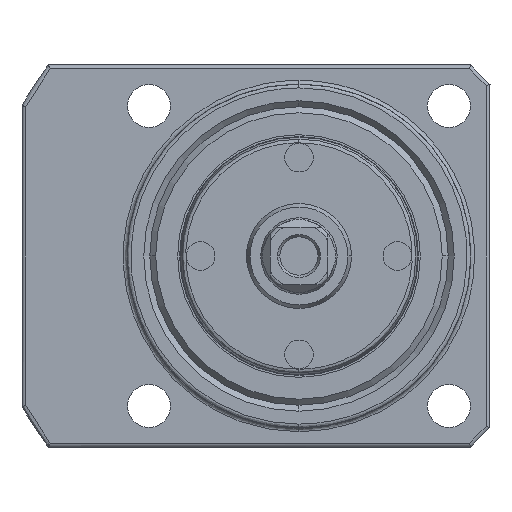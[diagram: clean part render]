
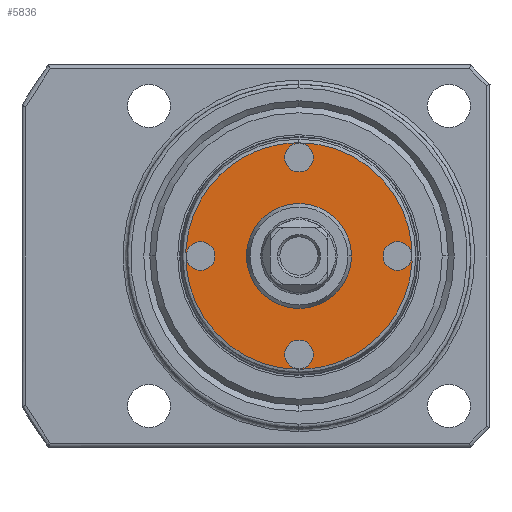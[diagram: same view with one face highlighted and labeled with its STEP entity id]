
A CAD part, front view. The second image highlights one B-rep face of the part: STEP entity #5836.
In plain terms, the highlighted planar face has unit normal (0, -1, 0).
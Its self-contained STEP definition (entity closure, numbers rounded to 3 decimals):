
#42 = EDGE_CURVE ( 'NONE', #3982, #6143, #7763, .T. ) ;
#50 = EDGE_CURVE ( 'NONE', #6126, #6277, #1442, .T. ) ;
#54 = EDGE_CURVE ( 'NONE', #6135, #3997, #1436, .T. ) ;
#58 = EDGE_CURVE ( 'NONE', #6186, #6189, #1430, .T. ) ;
#62 = EDGE_CURVE ( 'NONE', #6198, #6452, #1424, .T. ) ;
#68 = EDGE_CURVE ( 'NONE', #6223, #6390, #1415, .T. ) ;
#1185 = CIRCLE ( 'NONE', #3611, 1.5 ) ;
#1187 = CIRCLE ( 'NONE', #3612, 1.5 ) ;
#1190 = CIRCLE ( 'NONE', #3614, 1.5 ) ;
#1194 = CIRCLE ( 'NONE', #3615, 1.5 ) ;
#1198 = CIRCLE ( 'NONE', #3617, 5.5 ) ;
#1415 = CIRCLE ( 'NONE', #7814, 5.5 ) ;
#1424 = CIRCLE ( 'NONE', #7817, 1.5 ) ;
#1430 = CIRCLE ( 'NONE', #7819, 1.5 ) ;
#1436 = CIRCLE ( 'NONE', #7821, 1.5 ) ;
#1442 = CIRCLE ( 'NONE', #7823, 1.5 ) ;
#1870 = FACE_BOUND ( 'NONE', #7684, .T. ) ;
#1987 = FACE_BOUND ( 'NONE', #7669, .T. ) ;
#2036 = FACE_OUTER_BOUND ( 'NONE', #7704, .T. ) ;
#2037 = FACE_BOUND ( 'NONE', #7720, .T. ) ;
#2038 = FACE_BOUND ( 'NONE', #7701, .T. ) ;
#2040 = FACE_BOUND ( 'NONE', #7710, .T. ) ;
#2750 = ORIENTED_EDGE ( 'NONE', *, *, #62, .T. ) ;
#2784 = ORIENTED_EDGE ( 'NONE', *, *, #42, .F. ) ;
#2795 = ORIENTED_EDGE ( 'NONE', *, *, #4871, .F. ) ;
#2814 = ORIENTED_EDGE ( 'NONE', *, *, #50, .T. ) ;
#2816 = ORIENTED_EDGE ( 'NONE', *, *, #58, .T. ) ;
#2826 = ORIENTED_EDGE ( 'NONE', *, *, #4880, .T. ) ;
#2888 = ORIENTED_EDGE ( 'NONE', *, *, #4879, .T. ) ;
#2944 = ORIENTED_EDGE ( 'NONE', *, *, #54, .T. ) ;
#2975 = ORIENTED_EDGE ( 'NONE', *, *, #4876, .T. ) ;
#3026 = ORIENTED_EDGE ( 'NONE', *, *, #4874, .T. ) ;
#3072 = CARTESIAN_POINT ( 'NONE',  ( 0., 0., 11.856 ) ) ;
#3081 = CARTESIAN_POINT ( 'NONE',  ( 0., 0., -11.856 ) ) ;
#3103 = CARTESIAN_POINT ( 'NONE',  ( -23.712, 0., 11.856 ) ) ;
#3243 = CARTESIAN_POINT ( 'NONE',  ( -23.712, 0., -11.856 ) ) ;
#3247 = DIRECTION ( 'NONE',  ( 0., 0., 1. ) ) ;
#3248 = DIRECTION ( 'NONE',  ( 0., -1., 0. ) ) ;
#3251 = CARTESIAN_POINT ( 'NONE',  ( 0., 0., 0. ) ) ;
#3271 = DIRECTION ( 'NONE',  ( 0., 0., -1. ) ) ;
#3272 = DIRECTION ( 'NONE',  ( 0., 1., 0. ) ) ;
#3274 = CARTESIAN_POINT ( 'NONE',  ( 10.3, 0., 0. ) ) ;
#3284 = DIRECTION ( 'NONE',  ( 0., 0., -1. ) ) ;
#3286 = DIRECTION ( 'NONE',  ( 0., 1., 0. ) ) ;
#3287 = CARTESIAN_POINT ( 'NONE',  ( 0., 0., -10.3 ) ) ;
#3305 = DIRECTION ( 'NONE',  ( 0., 0., -1. ) ) ;
#3306 = DIRECTION ( 'NONE',  ( 0., 1., 0. ) ) ;
#3309 = CARTESIAN_POINT ( 'NONE',  ( -10.3, 0., 0. ) ) ;
#3323 = DIRECTION ( 'NONE',  ( 0., 0., -1. ) ) ;
#3325 = DIRECTION ( 'NONE',  ( 0., 1., 0. ) ) ;
#3326 = CARTESIAN_POINT ( 'NONE',  ( 0., 0., 10.3 ) ) ;
#3611 = AXIS2_PLACEMENT_3D ( 'NONE', #6672, #6671, #6669 ) ;
#3612 = AXIS2_PLACEMENT_3D ( 'NONE', #5980, #5976, #5971 ) ;
#3614 = AXIS2_PLACEMENT_3D ( 'NONE', #6347, #6293, #6292 ) ;
#3615 = AXIS2_PLACEMENT_3D ( 'NONE', #6362, #6361, #6359 ) ;
#3617 = AXIS2_PLACEMENT_3D ( 'NONE', #6498, #6496, #6495 ) ;
#3756 = ORIENTED_EDGE ( 'NONE', *, *, #68, .F. ) ;
#3954 = ORIENTED_EDGE ( 'NONE', *, *, #4869, .F. ) ;
#3982 = VERTEX_POINT ( 'NONE', #7530 ) ;
#3997 = VERTEX_POINT ( 'NONE', #7494 ) ;
#4298 = DIRECTION ( 'NONE',  ( 0., 0., 1. ) ) ;
#4300 = CARTESIAN_POINT ( 'NONE',  ( 0., 0., 0. ) ) ;
#4303 = PLANE ( 'NONE',  #7885 ) ;
#4305 = DIRECTION ( 'NONE',  ( 0., 1., 0. ) ) ;
#4869 = EDGE_CURVE ( 'NONE', #6390, #6223, #1198, .T. ) ;
#4871 = EDGE_CURVE ( 'NONE', #6143, #3982, #7781, .T. ) ;
#4874 = EDGE_CURVE ( 'NONE', #6452, #6198, #1194, .T. ) ;
#4876 = EDGE_CURVE ( 'NONE', #6189, #6186, #1190, .T. ) ;
#4879 = EDGE_CURVE ( 'NONE', #3997, #6135, #1187, .T. ) ;
#4880 = EDGE_CURVE ( 'NONE', #6277, #6126, #1185, .T. ) ;
#5302 = CARTESIAN_POINT ( 'NONE',  ( 0., 0., 8.8 ) ) ;
#5308 = CARTESIAN_POINT ( 'NONE',  ( -10.3, 0., -1.5 ) ) ;
#5312 = CARTESIAN_POINT ( 'NONE',  ( 0., 0., 11.856 ) ) ;
#5345 = CARTESIAN_POINT ( 'NONE',  ( 0., 0., -11.8 ) ) ;
#5347 = CARTESIAN_POINT ( 'NONE',  ( 0., 0., -8.8 ) ) ;
#5353 = CARTESIAN_POINT ( 'NONE',  ( 10.3, 0., -1.5 ) ) ;
#5373 = CARTESIAN_POINT ( 'NONE',  ( 0., 0., 5.5 ) ) ;
#5418 = CARTESIAN_POINT ( 'NONE',  ( 0., 0., 11.8 ) ) ;
#5503 = CARTESIAN_POINT ( 'NONE',  ( 0., 0., -5.5 ) ) ;
#5836 = ADVANCED_FACE ( 'NONE', ( #1987, #2040, #2037, #1870, #2036, #2038 ), #4303, .F. ) ;
#5971 = DIRECTION ( 'NONE',  ( 0., 0., -1. ) ) ;
#5976 = DIRECTION ( 'NONE',  ( 0., 1., 0. ) ) ;
#5980 = CARTESIAN_POINT ( 'NONE',  ( -10.3, 0., 0. ) ) ;
#6126 = VERTEX_POINT ( 'NONE', #5302 ) ;
#6135 = VERTEX_POINT ( 'NONE', #5308 ) ;
#6143 = VERTEX_POINT ( 'NONE', #5312 ) ;
#6186 = VERTEX_POINT ( 'NONE', #5345 ) ;
#6189 = VERTEX_POINT ( 'NONE', #5347 ) ;
#6198 = VERTEX_POINT ( 'NONE', #5353 ) ;
#6223 = VERTEX_POINT ( 'NONE', #5373 ) ;
#6277 = VERTEX_POINT ( 'NONE', #5418 ) ;
#6292 = DIRECTION ( 'NONE',  ( 0., 0., -1. ) ) ;
#6293 = DIRECTION ( 'NONE',  ( 0., 1., 0. ) ) ;
#6347 = CARTESIAN_POINT ( 'NONE',  ( 0., 0., -10.3 ) ) ;
#6359 = DIRECTION ( 'NONE',  ( 0., 0., -1. ) ) ;
#6361 = DIRECTION ( 'NONE',  ( 0., 1., 0. ) ) ;
#6362 = CARTESIAN_POINT ( 'NONE',  ( 10.3, 0., 0. ) ) ;
#6390 = VERTEX_POINT ( 'NONE', #5503 ) ;
#6452 = VERTEX_POINT ( 'NONE', #8025 ) ;
#6460 = CARTESIAN_POINT ( 'NONE',  ( 0., 0., -11.856 ) ) ;
#6464 = CARTESIAN_POINT ( 'NONE',  ( 23.712, 0., -11.856 ) ) ;
#6495 = DIRECTION ( 'NONE',  ( 0., 0., 1. ) ) ;
#6496 = DIRECTION ( 'NONE',  ( 0., -1., 0. ) ) ;
#6498 = CARTESIAN_POINT ( 'NONE',  ( 0., 0., 0. ) ) ;
#6504 = CARTESIAN_POINT ( 'NONE',  ( 23.712, 0., 11.856 ) ) ;
#6519 = CARTESIAN_POINT ( 'NONE',  ( 0., 0., 11.856 ) ) ;
#6669 = DIRECTION ( 'NONE',  ( 0., 0., -1. ) ) ;
#6671 = DIRECTION ( 'NONE',  ( 0., 1., 0. ) ) ;
#6672 = CARTESIAN_POINT ( 'NONE',  ( 0., 0., 10.3 ) ) ;
#7494 = CARTESIAN_POINT ( 'NONE',  ( -10.3, 0., 1.5 ) ) ;
#7530 = CARTESIAN_POINT ( 'NONE',  ( 0., 0., -11.856 ) ) ;
#7669 = EDGE_LOOP ( 'NONE', ( #2750, #3026 ) ) ;
#7684 = EDGE_LOOP ( 'NONE', ( #2814, #2826 ) ) ;
#7701 = EDGE_LOOP ( 'NONE', ( #3756, #3954 ) ) ;
#7704 = EDGE_LOOP ( 'NONE', ( #2795, #2784 ) ) ;
#7710 = EDGE_LOOP ( 'NONE', ( #2816, #2975 ) ) ;
#7720 = EDGE_LOOP ( 'NONE', ( #2944, #2888 ) ) ;
#7763 =( BOUNDED_CURVE ( )  B_SPLINE_CURVE ( 3, ( #3081, #3243, #3103, #3072 ),
 .UNSPECIFIED., .F., .F. ) 
 B_SPLINE_CURVE_WITH_KNOTS ( ( 4, 4 ),
 ( 0., 1. ),
 .UNSPECIFIED. ) 
 CURVE ( )  GEOMETRIC_REPRESENTATION_ITEM ( )  RATIONAL_B_SPLINE_CURVE ( ( 1., 0.333, 0.333, 1. ) ) 
 REPRESENTATION_ITEM ( '' )  );
#7781 =( BOUNDED_CURVE ( )  B_SPLINE_CURVE ( 3, ( #6519, #6504, #6464, #6460 ),
 .UNSPECIFIED., .F., .F. ) 
 B_SPLINE_CURVE_WITH_KNOTS ( ( 4, 4 ),
 ( 0., 1. ),
 .UNSPECIFIED. ) 
 CURVE ( )  GEOMETRIC_REPRESENTATION_ITEM ( )  RATIONAL_B_SPLINE_CURVE ( ( 1., 0.333, 0.333, 1. ) ) 
 REPRESENTATION_ITEM ( '' )  );
#7814 = AXIS2_PLACEMENT_3D ( 'NONE', #3251, #3248, #3247 ) ;
#7817 = AXIS2_PLACEMENT_3D ( 'NONE', #3274, #3272, #3271 ) ;
#7819 = AXIS2_PLACEMENT_3D ( 'NONE', #3287, #3286, #3284 ) ;
#7821 = AXIS2_PLACEMENT_3D ( 'NONE', #3309, #3306, #3305 ) ;
#7823 = AXIS2_PLACEMENT_3D ( 'NONE', #3326, #3325, #3323 ) ;
#7885 = AXIS2_PLACEMENT_3D ( 'NONE', #4300, #4305, #4298 ) ;
#8025 = CARTESIAN_POINT ( 'NONE',  ( 10.3, 0., 1.5 ) ) ;
